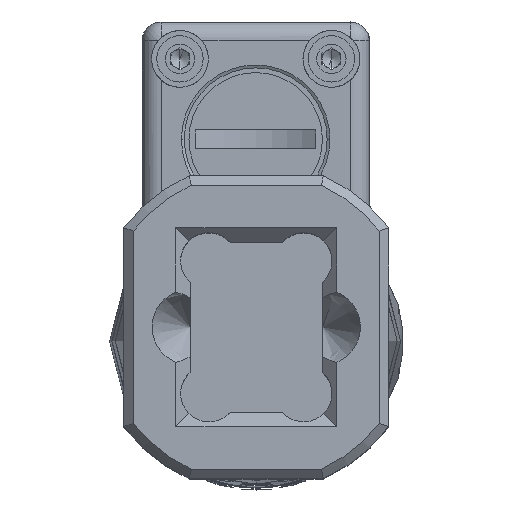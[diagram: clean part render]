
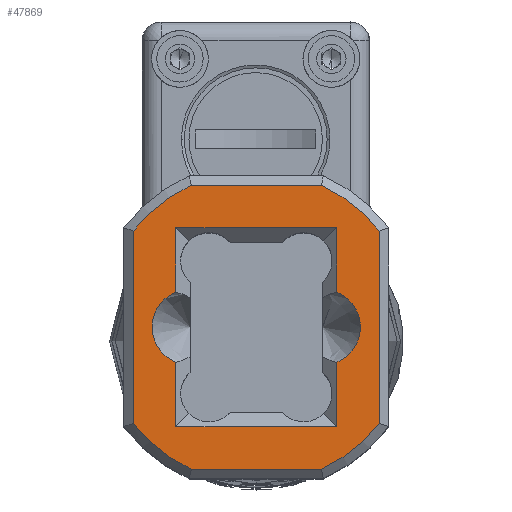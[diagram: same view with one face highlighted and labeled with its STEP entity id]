
A CAD part, top view. The second image highlights one B-rep face of the part: STEP entity #47869.
In plain terms, the highlighted planar face has unit normal (0, 0, 1).
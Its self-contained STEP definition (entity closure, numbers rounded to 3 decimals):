
#46896=DIRECTION('',(0.,-1.,0.));
#46897=VECTOR('',#46896,6.792);
#46898=CARTESIAN_POINT('',(8.5,10.5,523.5));
#46899=LINE('',#46898,#46897);
#46900=DIRECTION('',(1.,0.,0.));
#46901=VECTOR('',#46900,17.);
#46902=CARTESIAN_POINT('',(-8.5,10.5,523.5));
#46903=LINE('',#46902,#46901);
#46904=DIRECTION('',(0.,1.,0.));
#46905=VECTOR('',#46904,6.792);
#46906=CARTESIAN_POINT('',(-8.5,3.708,523.5));
#46907=LINE('',#46906,#46905);
#46908=DIRECTION('',(0.,1.,0.));
#46909=VECTOR('',#46908,6.792);
#46910=CARTESIAN_POINT('',(-8.5,-10.5,523.5));
#46911=LINE('',#46910,#46909);
#46912=DIRECTION('',(-1.,0.,0.));
#46913=VECTOR('',#46912,17.);
#46914=CARTESIAN_POINT('',(8.5,-10.5,523.5));
#46915=LINE('',#46914,#46913);
#46916=DIRECTION('',(0.,-1.,0.));
#46917=VECTOR('',#46916,6.792);
#46918=CARTESIAN_POINT('',(8.5,-3.708,523.5));
#46919=LINE('',#46918,#46917);
#46920=CARTESIAN_POINT('',(0.,0.,523.5));
#46921=DIRECTION('',(0.,0.,1.));
#46922=DIRECTION('',(0.788,0.616,0.));
#46923=AXIS2_PLACEMENT_3D('',#46920,#46921,#46922);
#46925=DIRECTION('',(0.,1.,0.));
#46926=VECTOR('',#46925,20.322);
#46927=CARTESIAN_POINT('',(13.,-10.161,523.5));
#46928=LINE('',#46927,#46926);
#46929=CARTESIAN_POINT('',(0.,0.,523.5));
#46930=DIRECTION('',(0.,0.,1.));
#46931=DIRECTION('',(0.417,-0.909,0.));
#46932=AXIS2_PLACEMENT_3D('',#46929,#46930,#46931);
#46934=DIRECTION('',(1.,0.,0.));
#46935=VECTOR('',#46934,13.748);
#46936=CARTESIAN_POINT('',(-6.874,-15.,523.5));
#46937=LINE('',#46936,#46935);
#46938=CARTESIAN_POINT('',(0.,0.,523.5));
#46939=DIRECTION('',(0.,0.,1.));
#46940=DIRECTION('',(-0.788,-0.616,0.));
#46941=AXIS2_PLACEMENT_3D('',#46938,#46939,#46940);
#46943=DIRECTION('',(0.,-1.,0.));
#46944=VECTOR('',#46943,20.322);
#46945=CARTESIAN_POINT('',(-13.,10.161,523.5));
#46946=LINE('',#46945,#46944);
#46947=CARTESIAN_POINT('',(0.,0.,523.5));
#46948=DIRECTION('',(0.,0.,1.));
#46949=DIRECTION('',(-0.417,0.909,0.));
#46950=AXIS2_PLACEMENT_3D('',#46947,#46948,#46949);
#46952=DIRECTION('',(-1.,0.,0.));
#46953=VECTOR('',#46952,13.748);
#46954=CARTESIAN_POINT('',(6.874,15.,523.5));
#46955=LINE('',#46954,#46953);
#46956=CARTESIAN_POINT('',(7.,0.,523.5));
#46957=DIRECTION('',(0.,0.,-1.));
#46958=DIRECTION('',(0.375,0.927,0.));
#46959=AXIS2_PLACEMENT_3D('',#46956,#46957,#46958);
#46961=CARTESIAN_POINT('',(8.5,3.708,523.5));
#46987=CARTESIAN_POINT('',(8.5,-3.708,523.5));
#47114=CARTESIAN_POINT('',(-7.,0.,523.5));
#47115=DIRECTION('',(0.,0.,-1.));
#47116=DIRECTION('',(-0.375,-0.927,0.));
#47117=AXIS2_PLACEMENT_3D('',#47114,#47115,#47116);
#47119=CARTESIAN_POINT('',(-8.5,3.708,523.5));
#47149=CARTESIAN_POINT('',(-8.5,-3.708,523.5));
#47702=CARTESIAN_POINT('',(-8.5,10.5,523.5));
#47703=CARTESIAN_POINT('',(8.5,10.5,523.5));
#47704=VERTEX_POINT('',#47702);
#47705=VERTEX_POINT('',#47703);
#47706=CARTESIAN_POINT('',(8.5,-10.5,523.5));
#47707=CARTESIAN_POINT('',(-8.5,-10.5,523.5));
#47708=VERTEX_POINT('',#47706);
#47709=VERTEX_POINT('',#47707);
#47752=VERTEX_POINT('',#47119);
#47753=VERTEX_POINT('',#47149);
#47760=VERTEX_POINT('',#46961);
#47761=VERTEX_POINT('',#46987);
#47800=CARTESIAN_POINT('',(13.,10.161,523.5));
#47801=CARTESIAN_POINT('',(6.874,15.,523.5));
#47802=VERTEX_POINT('',#47800);
#47803=VERTEX_POINT('',#47801);
#47804=CARTESIAN_POINT('',(-6.874,15.,523.5));
#47805=VERTEX_POINT('',#47804);
#47810=CARTESIAN_POINT('',(-13.,10.161,523.5));
#47811=VERTEX_POINT('',#47810);
#47812=CARTESIAN_POINT('',(-13.,-10.161,523.5));
#47813=VERTEX_POINT('',#47812);
#47818=CARTESIAN_POINT('',(-6.874,-15.,523.5));
#47819=VERTEX_POINT('',#47818);
#47820=CARTESIAN_POINT('',(6.874,-15.,523.5));
#47821=VERTEX_POINT('',#47820);
#47826=CARTESIAN_POINT('',(13.,-10.161,523.5));
#47827=VERTEX_POINT('',#47826);
#47828=CARTESIAN_POINT('',(0.,0.,523.5));
#47829=DIRECTION('',(0.,0.,-1.));
#47830=DIRECTION('',(1.,0.,0.));
#47831=AXIS2_PLACEMENT_3D('',#47828,#47829,#47830);
#47832=PLANE('',#47831);
#47834=ORIENTED_EDGE('',*,*,#47833,.F.);
#47836=ORIENTED_EDGE('',*,*,#47835,.F.);
#47838=ORIENTED_EDGE('',*,*,#47837,.F.);
#47840=ORIENTED_EDGE('',*,*,#47839,.F.);
#47842=ORIENTED_EDGE('',*,*,#47841,.F.);
#47844=ORIENTED_EDGE('',*,*,#47843,.F.);
#47846=ORIENTED_EDGE('',*,*,#47845,.F.);
#47848=ORIENTED_EDGE('',*,*,#47847,.F.);
#47849=EDGE_LOOP('',(#47834,#47836,#47838,#47840,#47842,#47844,#47846,#47848));
#47850=FACE_OUTER_BOUND('',#47849,.F.);
#47852=ORIENTED_EDGE('',*,*,#47851,.F.);
#47854=ORIENTED_EDGE('',*,*,#47853,.F.);
#47856=ORIENTED_EDGE('',*,*,#47855,.F.);
#47858=ORIENTED_EDGE('',*,*,#47857,.F.);
#47860=ORIENTED_EDGE('',*,*,#47859,.F.);
#47862=ORIENTED_EDGE('',*,*,#47861,.F.);
#47864=ORIENTED_EDGE('',*,*,#47863,.F.);
#47866=ORIENTED_EDGE('',*,*,#47865,.F.);
#47867=EDGE_LOOP('',(#47852,#47854,#47856,#47858,#47860,#47862,#47864,#47866));
#47868=FACE_BOUND('',#47867,.F.);
#47869=ADVANCED_FACE('',(#47850,#47868),#47832,.F.);
#46924=CIRCLE('',#46923,16.5);
#46933=CIRCLE('',#46932,16.5);
#46942=CIRCLE('',#46941,16.5);
#46951=CIRCLE('',#46950,16.5);
#46960=CIRCLE('',#46959,4.);
#47118=CIRCLE('',#47117,4.);
#47833=EDGE_CURVE('',#47802,#47803,#46924,.T.);
#47835=EDGE_CURVE('',#47827,#47802,#46928,.T.);
#47837=EDGE_CURVE('',#47821,#47827,#46933,.T.);
#47839=EDGE_CURVE('',#47819,#47821,#46937,.T.);
#47841=EDGE_CURVE('',#47813,#47819,#46942,.T.);
#47843=EDGE_CURVE('',#47811,#47813,#46946,.T.);
#47845=EDGE_CURVE('',#47805,#47811,#46951,.T.);
#47847=EDGE_CURVE('',#47803,#47805,#46955,.T.);
#47851=EDGE_CURVE('',#47760,#47761,#46960,.T.);
#47853=EDGE_CURVE('',#47705,#47760,#46899,.T.);
#47855=EDGE_CURVE('',#47704,#47705,#46903,.T.);
#47857=EDGE_CURVE('',#47752,#47704,#46907,.T.);
#47859=EDGE_CURVE('',#47753,#47752,#47118,.T.);
#47861=EDGE_CURVE('',#47709,#47753,#46911,.T.);
#47863=EDGE_CURVE('',#47708,#47709,#46915,.T.);
#47865=EDGE_CURVE('',#47761,#47708,#46919,.T.);
